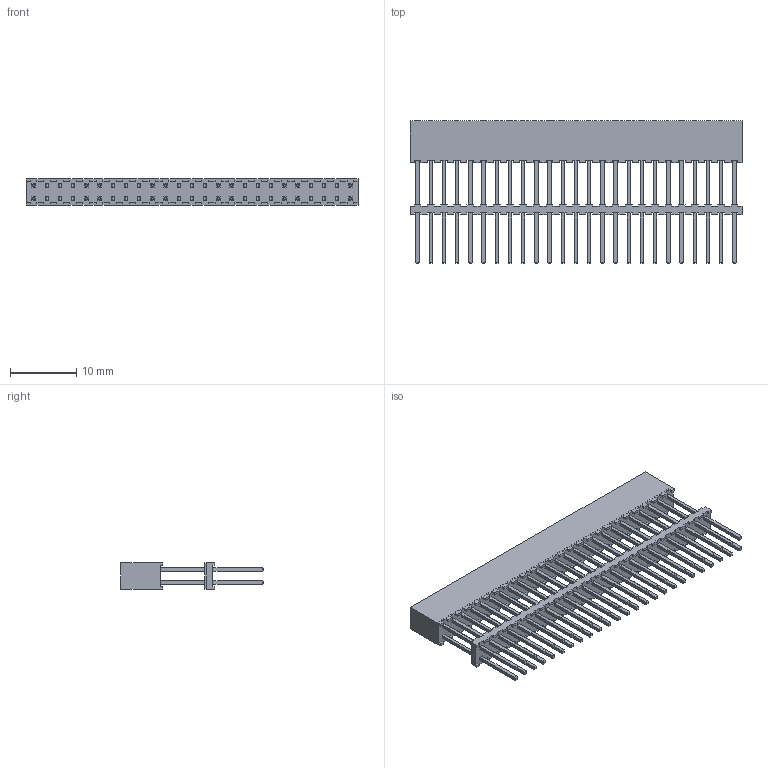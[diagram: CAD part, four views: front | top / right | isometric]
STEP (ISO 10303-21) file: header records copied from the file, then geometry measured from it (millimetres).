
FILE_DESCRIPTION(/* description */ ('STEP AP214'),/* implementation_level */ '2;1');
FILE_NAME(/* name */ 'ESQT-125-02-M-D-560',/* time_stamp */ '2023-10-29T13:56:15+01:00',/* author */ ('License CC BY-ND 4.0'),/* organization */ ('CADENAS'),/* preprocessor_version */ 'ST-DEVELOPER v19.3',/* originating_system */ 'PARTsolutions',/* authorisation */ ' ');
FILE_SCHEMA (('AUTOMOTIVE_DESIGN {1 0 10303 214 3 1 1}'));
Length unit declared in the file: inch
Products named in the file (5): ESQT-125-02-M-D-560; ESQT-125-02-M-D-560_BS; ESQT-125-02-M-D-5602_P; ESQT-125-02-M-D-560_P; ESQT-125-02-M-D-560_S
Assembly tree (4 placements, depth 2):
  ESQT-125-02-M-D-560
    ESQT-125-02-M-D-560_BS
    ESQT-125-02-M-D-5602_P
    ESQT-125-02-M-D-560_P
    ESQT-125-02-M-D-560_S
Bounding box: 50.3 x 21.59 x 4 mm (x, y, z)
Volume: 1600.2 mm3; surface area: 5034.4 mm2
Topology: 4 solids, 4 shells, 1982 faces, 5272 edges, 3448 vertices
Faces by surface type: plane 1932, cylinder 50
Entity records: 60407 total; most frequent: CARTESIAN_POINT 10707, ORIENTED_EDGE 10544, DIRECTION 9346, EDGE_CURVE 5272, LINE 5172, VECTOR 5172, VERTEX_POINT 3448, EDGE_LOOP 2232
